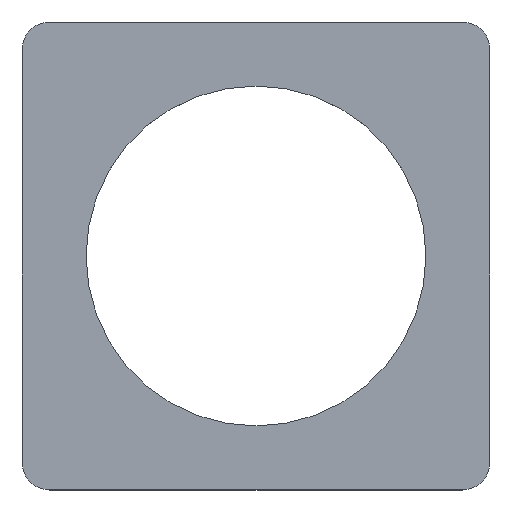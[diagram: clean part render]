
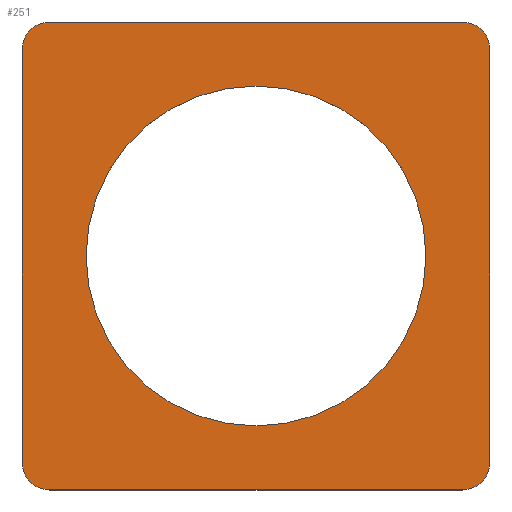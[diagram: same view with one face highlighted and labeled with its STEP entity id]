
A CAD part, top view. The second image highlights one B-rep face of the part: STEP entity #251.
In plain terms, the highlighted planar face has unit normal (0, 0, 1).
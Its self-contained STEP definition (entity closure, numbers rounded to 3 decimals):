
#56=AXIS2_PLACEMENT_3D('Circle Axis2P3D',#54,#55,$) ;
#181=AXIS2_PLACEMENT_3D('Plane Axis2P3D',#178,#179,#180) ;
#185=AXIS2_PLACEMENT_3D('Circle Axis2P3D',#183,#184,$) ;
#199=AXIS2_PLACEMENT_3D('Circle Axis2P3D',#197,#198,$) ;
#213=AXIS2_PLACEMENT_3D('Circle Axis2P3D',#211,#212,$) ;
#235=AXIS2_PLACEMENT_3D('Circle Axis2P3D',#233,#234,$) ;
#244=AXIS2_PLACEMENT_3D('Circle Axis2P3D',#242,#243,$) ;
#51=CARTESIAN_POINT('Vertex',(42.,2.5,1.2)) ;
#54=CARTESIAN_POINT('Axis2P3D Location',(39.5,2.5,1.2)) ;
#58=CARTESIAN_POINT('Vertex',(39.5,0.,1.2)) ;
#163=CARTESIAN_POINT('Vertex',(42.,39.5,1.2)) ;
#166=CARTESIAN_POINT('Line Origine',(42.,21.,1.2)) ;
#178=CARTESIAN_POINT('Axis2P3D Location',(21.,21.,1.2)) ;
#183=CARTESIAN_POINT('Axis2P3D Location',(39.5,39.5,1.2)) ;
#187=CARTESIAN_POINT('Vertex',(39.5,42.,1.2)) ;
#190=CARTESIAN_POINT('Line Origine',(21.,42.,1.2)) ;
#194=CARTESIAN_POINT('Vertex',(2.5,42.,1.2)) ;
#197=CARTESIAN_POINT('Axis2P3D Location',(2.5,39.5,1.2)) ;
#201=CARTESIAN_POINT('Vertex',(0.,39.5,1.2)) ;
#204=CARTESIAN_POINT('Line Origine',(0.,21.,1.2)) ;
#208=CARTESIAN_POINT('Vertex',(0.,2.5,1.2)) ;
#211=CARTESIAN_POINT('Axis2P3D Location',(2.5,2.5,1.2)) ;
#215=CARTESIAN_POINT('Vertex',(2.5,0.,1.2)) ;
#218=CARTESIAN_POINT('Line Origine',(21.,0.,1.2)) ;
#233=CARTESIAN_POINT('Axis2P3D Location',(21.,21.,1.2)) ;
#237=CARTESIAN_POINT('Vertex',(36.25,21.,1.2)) ;
#239=CARTESIAN_POINT('Vertex',(5.75,21.,1.2)) ;
#242=CARTESIAN_POINT('Axis2P3D Location',(21.,21.,1.2)) ;
#55=DIRECTION('Axis2P3D Direction',(0.,0.,1.)) ;
#167=DIRECTION('Vector Direction',(0.,1.,0.)) ;
#179=DIRECTION('Axis2P3D Direction',(0.,0.,1.)) ;
#180=DIRECTION('Axis2P3D XDirection',(-1.,0.,0.)) ;
#184=DIRECTION('Axis2P3D Direction',(0.,0.,1.)) ;
#191=DIRECTION('Vector Direction',(1.,0.,0.)) ;
#198=DIRECTION('Axis2P3D Direction',(0.,0.,1.)) ;
#205=DIRECTION('Vector Direction',(0.,-1.,0.)) ;
#212=DIRECTION('Axis2P3D Direction',(0.,0.,1.)) ;
#219=DIRECTION('Vector Direction',(-1.,0.,0.)) ;
#234=DIRECTION('Axis2P3D Direction',(0.,0.,1.)) ;
#243=DIRECTION('Axis2P3D Direction',(0.,0.,1.)) ;
#168=VECTOR('Line Direction',#167,1.) ;
#192=VECTOR('Line Direction',#191,1.) ;
#206=VECTOR('Line Direction',#205,1.) ;
#220=VECTOR('Line Direction',#219,1.) ;
#224=ORIENTED_EDGE('',*,*,#60,.T.) ;
#225=ORIENTED_EDGE('',*,*,#170,.T.) ;
#226=ORIENTED_EDGE('',*,*,#189,.T.) ;
#227=ORIENTED_EDGE('',*,*,#196,.T.) ;
#228=ORIENTED_EDGE('',*,*,#203,.T.) ;
#229=ORIENTED_EDGE('',*,*,#210,.T.) ;
#230=ORIENTED_EDGE('',*,*,#217,.T.) ;
#231=ORIENTED_EDGE('',*,*,#222,.T.) ;
#248=ORIENTED_EDGE('',*,*,#241,.F.) ;
#249=ORIENTED_EDGE('',*,*,#246,.F.) ;
#250=FACE_BOUND('',#247,.T.) ;
#251=ADVANCED_FACE('S3D gedreht',(#232,#250),#182,.T.) ;
#57=CIRCLE('generated circle',#56,2.5) ;
#186=CIRCLE('generated circle',#185,2.5) ;
#200=CIRCLE('generated circle',#199,2.5) ;
#214=CIRCLE('generated circle',#213,2.5) ;
#236=CIRCLE('generated circle',#235,15.25) ;
#245=CIRCLE('generated circle',#244,15.25) ;
#60=EDGE_CURVE('',#59,#52,#57,.T.) ;
#170=EDGE_CURVE('',#52,#164,#169,.T.) ;
#189=EDGE_CURVE('',#164,#188,#186,.T.) ;
#196=EDGE_CURVE('',#188,#195,#193,.F.) ;
#203=EDGE_CURVE('',#195,#202,#200,.T.) ;
#210=EDGE_CURVE('',#202,#209,#207,.T.) ;
#217=EDGE_CURVE('',#209,#216,#214,.T.) ;
#222=EDGE_CURVE('',#216,#59,#221,.F.) ;
#241=EDGE_CURVE('',#238,#240,#236,.T.) ;
#246=EDGE_CURVE('',#240,#238,#245,.T.) ;
#223=EDGE_LOOP('',(#224,#225,#226,#227,#228,#229,#230,#231)) ;
#247=EDGE_LOOP('',(#248,#249)) ;
#232=FACE_OUTER_BOUND('',#223,.T.) ;
#169=LINE('Line',#166,#168) ;
#193=LINE('Line',#190,#192) ;
#207=LINE('Line',#204,#206) ;
#221=LINE('Line',#218,#220) ;
#182=PLANE('',#181) ;
#52=VERTEX_POINT('',#51) ;
#59=VERTEX_POINT('',#58) ;
#164=VERTEX_POINT('',#163) ;
#188=VERTEX_POINT('',#187) ;
#195=VERTEX_POINT('',#194) ;
#202=VERTEX_POINT('',#201) ;
#209=VERTEX_POINT('',#208) ;
#216=VERTEX_POINT('',#215) ;
#238=VERTEX_POINT('',#237) ;
#240=VERTEX_POINT('',#239) ;
